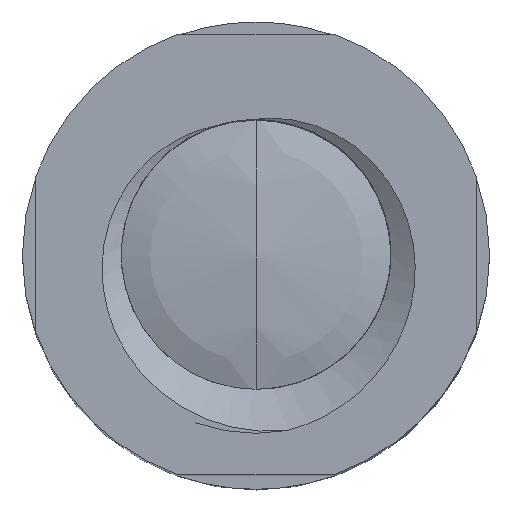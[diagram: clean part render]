
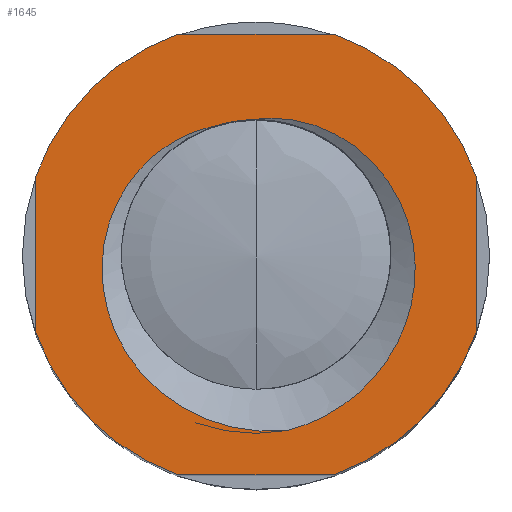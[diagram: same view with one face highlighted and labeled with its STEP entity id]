
A CAD part, top view. The second image highlights one B-rep face of the part: STEP entity #1645.
In plain terms, the highlighted planar face has unit normal (0, 0, 1).
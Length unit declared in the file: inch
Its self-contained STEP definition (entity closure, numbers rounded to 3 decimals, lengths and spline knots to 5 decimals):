
#117=DIRECTION('',(1.,0.,0.));
#118=VECTOR('',#117,0.05222);
#119=CARTESIAN_POINT('',(-0.02611,0.0735,0.14495));
#120=LINE('',#119,#118);
#121=CARTESIAN_POINT('',(0.,0.,0.14495));
#122=DIRECTION('',(0.,0.,-1.));
#123=DIRECTION('',(0.335,0.942,0.));
#124=AXIS2_PLACEMENT_3D('',#121,#122,#123);
#126=DIRECTION('',(0.,-1.,0.));
#127=VECTOR('',#126,0.05222);
#128=CARTESIAN_POINT('',(0.0735,0.02611,0.14495));
#129=LINE('',#128,#127);
#130=CARTESIAN_POINT('',(0.,0.,0.14495));
#131=DIRECTION('',(0.,0.,-1.));
#132=DIRECTION('',(0.942,-0.335,0.));
#133=AXIS2_PLACEMENT_3D('',#130,#131,#132);
#135=DIRECTION('',(-1.,0.,0.));
#136=VECTOR('',#135,0.05222);
#137=CARTESIAN_POINT('',(0.02611,-0.0735,0.14495));
#138=LINE('',#137,#136);
#139=CARTESIAN_POINT('',(0.,0.,0.14495));
#140=DIRECTION('',(0.,0.,1.));
#141=DIRECTION('',(-0.942,-0.335,0.));
#142=AXIS2_PLACEMENT_3D('',#139,#140,#141);
#144=DIRECTION('',(0.,1.,0.));
#145=VECTOR('',#144,0.05222);
#146=CARTESIAN_POINT('',(-0.0735,-0.02611,0.14495));
#147=LINE('',#146,#145);
#148=CARTESIAN_POINT('',(0.,0.,0.14495));
#149=DIRECTION('',(0.,0.,1.));
#150=DIRECTION('',(-0.335,0.942,0.));
#151=AXIS2_PLACEMENT_3D('',#148,#149,#150);
#153=CARTESIAN_POINT('',(-0.00232,0.04494,
0.14495));
#154=CARTESIAN_POINT('',(-0.00043,0.04525,
0.14495));
#155=CARTESIAN_POINT('',(0.00337,0.04561,
0.14495));
#156=CARTESIAN_POINT('',(0.00916,0.04543,
0.14495));
#157=CARTESIAN_POINT('',(0.01477,0.04454,
0.14495));
#158=CARTESIAN_POINT('',(0.02019,0.04301,
0.14495));
#159=CARTESIAN_POINT('',(0.02561,0.04074,
0.14495));
#160=CARTESIAN_POINT('',(0.03116,0.03755,
0.14495));
#161=CARTESIAN_POINT('',(0.03691,0.03307,
0.14495));
#162=CARTESIAN_POINT('',(0.04248,0.02711,
0.14495));
#163=CARTESIAN_POINT('',(0.04724,0.01985,
0.14495));
#164=CARTESIAN_POINT('',(0.05076,0.01165,
0.14495));
#165=CARTESIAN_POINT('',(0.05277,0.00312,
0.14495));
#166=CARTESIAN_POINT('',(0.05335,-0.00512,
0.14495));
#167=CARTESIAN_POINT('',(0.0527,-0.01313,
0.14495));
#168=CARTESIAN_POINT('',(0.0509,-0.0209,
0.14495));
#169=CARTESIAN_POINT('',(0.04795,-0.02842,
0.14495));
#170=CARTESIAN_POINT('',(0.04379,-0.03565,
0.14495));
#171=CARTESIAN_POINT('',(0.03868,-0.04209,
0.14495));
#172=CARTESIAN_POINT('',(0.0327,-0.04773,
0.14495));
#173=CARTESIAN_POINT('',(0.02598,-0.05246,
0.14495));
#174=CARTESIAN_POINT('',(0.01858,-0.05624,
0.14495));
#175=CARTESIAN_POINT('',(0.01333,-0.05805,
0.14495));
#176=CARTESIAN_POINT('',(0.01062,-0.05877,
0.14495));
#178=CARTESIAN_POINT('',(0.01062,-0.05877,
0.14495));
#179=CARTESIAN_POINT('',(0.00718,-0.05911,
0.14495));
#180=CARTESIAN_POINT('',(0.00041,-0.05917,
0.14495));
#181=CARTESIAN_POINT('',(-0.00951,-0.05756,
0.14495));
#182=CARTESIAN_POINT('',(-0.01893,-0.05429,
0.14495));
#183=CARTESIAN_POINT('',(-0.02766,-0.04945,
0.14495));
#184=CARTESIAN_POINT('',(-0.03537,-0.04313,
0.14495));
#185=CARTESIAN_POINT('',(-0.04148,-0.03599,
0.14495));
#186=CARTESIAN_POINT('',(-0.04604,-0.02844,
0.14495));
#187=CARTESIAN_POINT('',(-0.0492,-0.02059,
0.14495));
#188=CARTESIAN_POINT('',(-0.05105,-0.01259,
0.14495));
#189=CARTESIAN_POINT('',(-0.05163,-0.0043,
0.14495));
#190=CARTESIAN_POINT('',(-0.05087,0.00399,
0.14495));
#191=CARTESIAN_POINT('',(-0.04878,0.01196,
0.14495));
#192=CARTESIAN_POINT('',(-0.0456,0.01909,
0.14495));
#193=CARTESIAN_POINT('',(-0.0417,0.02514,
0.14495));
#194=CARTESIAN_POINT('',(-0.03743,0.03006,
0.14495));
#195=CARTESIAN_POINT('',(-0.03305,0.03396,
0.14495));
#196=CARTESIAN_POINT('',(-0.02856,0.0371,
0.14495));
#197=CARTESIAN_POINT('',(-0.02385,0.03964,
0.14495));
#198=CARTESIAN_POINT('',(-0.01881,0.04163,
0.14495));
#199=CARTESIAN_POINT('',(-0.01533,0.04256,
0.14495));
#200=CARTESIAN_POINT('',(-0.01355,0.04291,
0.14495));
#469=CARTESIAN_POINT('',(0.,0.,0.14495));
#470=DIRECTION('',(0.,0.,1.));
#471=DIRECTION('',(-0.052,0.999,0.));
#472=AXIS2_PLACEMENT_3D('',#469,#470,#471);
#1380=CARTESIAN_POINT('',(-0.02611,0.0735,0.14495));
#1381=VERTEX_POINT('',#1380);
#1382=CARTESIAN_POINT('',(-0.02611,-0.0735,0.14495));
#1383=VERTEX_POINT('',#1382);
#1384=CARTESIAN_POINT('',(-0.0735,0.02611,0.14495));
#1385=VERTEX_POINT('',#1384);
#1386=CARTESIAN_POINT('',(-0.0735,-0.02611,0.14495));
#1387=VERTEX_POINT('',#1386);
#1388=CARTESIAN_POINT('',(0.02611,0.0735,0.14495));
#1389=VERTEX_POINT('',#1388);
#1390=CARTESIAN_POINT('',(0.0735,0.02611,0.14495));
#1391=CARTESIAN_POINT('',(0.0735,-0.02611,0.14495));
#1392=VERTEX_POINT('',#1390);
#1393=VERTEX_POINT('',#1391);
#1394=CARTESIAN_POINT('',(0.02611,-0.0735,0.14495));
#1395=VERTEX_POINT('',#1394);
#1422=VERTEX_POINT('',#153);
#1423=VERTEX_POINT('',#176);
#1424=VERTEX_POINT('',#200);
#1619=CARTESIAN_POINT('',(0.,0.,0.14495));
#1620=DIRECTION('',(0.,0.,1.));
#1621=DIRECTION('',(0.,1.,0.));
#1622=AXIS2_PLACEMENT_3D('',#1619,#1620,#1621);
#1623=PLANE('',#1622);
#1624=ORIENTED_EDGE('',*,*,#1608,.T.);
#1625=ORIENTED_EDGE('',*,*,#1544,.T.);
#1627=ORIENTED_EDGE('',*,*,#1626,.T.);
#1628=ORIENTED_EDGE('',*,*,#1536,.T.);
#1630=ORIENTED_EDGE('',*,*,#1629,.T.);
#1631=ORIENTED_EDGE('',*,*,#1485,.F.);
#1633=ORIENTED_EDGE('',*,*,#1632,.T.);
#1634=ORIENTED_EDGE('',*,*,#1477,.F.);
#1635=EDGE_LOOP('',(#1624,#1625,#1627,#1628,#1630,#1631,#1633,#1634));
#1636=FACE_OUTER_BOUND('',#1635,.F.);
#1638=ORIENTED_EDGE('',*,*,#1637,.F.);
#1640=ORIENTED_EDGE('',*,*,#1639,.T.);
#1642=ORIENTED_EDGE('',*,*,#1641,.F.);
#1643=EDGE_LOOP('',(#1638,#1640,#1642));
#1644=FACE_BOUND('',#1643,.F.);
#1645=ADVANCED_FACE('',(#1636,#1644),#1623,.T.);
#125=CIRCLE('',#124,0.078);
#134=CIRCLE('',#133,0.078);
#143=CIRCLE('',#142,0.078);
#152=CIRCLE('',#151,0.078);
#177=B_SPLINE_CURVE_WITH_KNOTS('',3,(#153,#154,#155,#156,#157,#158,#159,#160,
#161,#162,#163,#164,#165,#166,#167,#168,#169,#170,#171,#172,#173,#174,#175,
#176),.UNSPECIFIED.,.F.,.F.,(4,1,1,1,1,1,1,1,1,1,1,1,1,1,1,1,1,1,1,1,1,4),(0.,
0.04762,0.09524,0.14286,0.19048,
0.2381,0.28571,0.33333,0.38095,
0.42857,0.47619,0.52381,0.57143,
0.61905,0.66667,0.71429,0.7619,
0.80952,0.85714,0.90476,0.95238,1.),
.UNSPECIFIED.);
#201=B_SPLINE_CURVE_WITH_KNOTS('',3,(#178,#179,#180,#181,#182,#183,#184,#185,
#186,#187,#188,#189,#190,#191,#192,#193,#194,#195,#196,#197,#198,#199,#200),
.UNSPECIFIED.,.F.,.F.,(4,1,1,1,1,1,1,1,1,1,1,1,1,1,1,1,1,1,1,1,4),(0.,0.05,
0.1,0.15,0.2,0.25,0.3,0.35,0.4,0.45,0.5,0.55,0.6,0.65,
0.7,0.75,0.8,0.85,0.9,0.95,1.),.UNSPECIFIED.);
#473=CIRCLE('',#472,0.045);
#1477=EDGE_CURVE('',#1381,#1385,#152,.T.);
#1485=EDGE_CURVE('',#1387,#1383,#143,.T.);
#1536=EDGE_CURVE('',#1393,#1395,#134,.T.);
#1544=EDGE_CURVE('',#1389,#1392,#125,.T.);
#1608=EDGE_CURVE('',#1381,#1389,#120,.T.);
#1626=EDGE_CURVE('',#1392,#1393,#129,.T.);
#1629=EDGE_CURVE('',#1395,#1383,#138,.T.);
#1632=EDGE_CURVE('',#1387,#1385,#147,.T.);
#1637=EDGE_CURVE('',#1422,#1423,#177,.T.);
#1639=EDGE_CURVE('',#1422,#1424,#473,.T.);
#1641=EDGE_CURVE('',#1423,#1424,#201,.T.);
